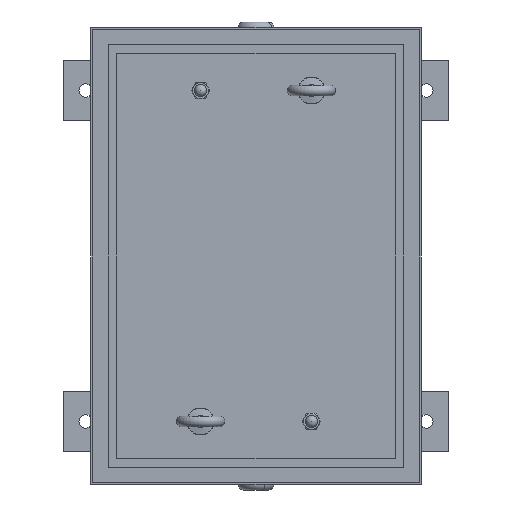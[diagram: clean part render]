
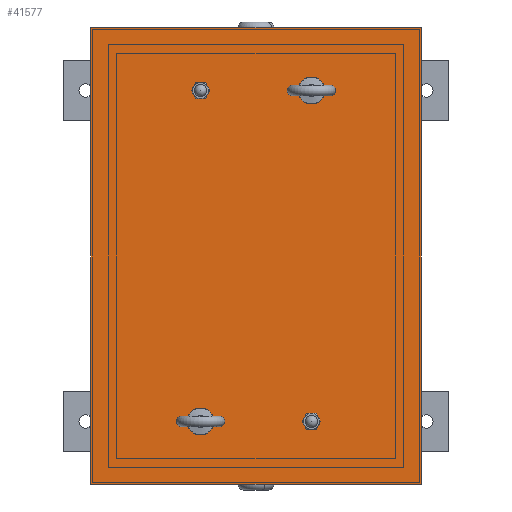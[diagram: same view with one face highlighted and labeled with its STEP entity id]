
A CAD part, front view. The second image highlights one B-rep face of the part: STEP entity #41577.
In plain terms, the highlighted planar face has unit normal (0, -1, 0).
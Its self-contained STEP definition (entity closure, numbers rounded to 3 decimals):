
#1206=FACE_BOUND('',#7463,.T.);
#1207=FACE_BOUND('',#7464,.T.);
#1208=FACE_BOUND('',#7465,.T.);
#1209=FACE_BOUND('',#7466,.T.);
#2450=PLANE('',#45765);
#4439=FACE_OUTER_BOUND('',#7462,.T.);
#7462=EDGE_LOOP('',(#36531,#36532,#36533,#36534));
#7463=EDGE_LOOP('',(#36535));
#7464=EDGE_LOOP('',(#36536));
#7465=EDGE_LOOP('',(#36537));
#7466=EDGE_LOOP('',(#36538));
#10703=LINE('',#71538,#13912);
#10707=LINE('',#71546,#13916);
#10710=LINE('',#71552,#13919);
#10713=LINE('',#71557,#13922);
#13912=VECTOR('',#56754,10.);
#13916=VECTOR('',#56760,10.);
#13919=VECTOR('',#56765,10.);
#13922=VECTOR('',#56770,10.);
#16305=CIRCLE('',#45744,7.);
#16307=CIRCLE('',#45747,7.);
#16309=CIRCLE('',#45750,7.);
#16311=CIRCLE('',#45753,7.);
#19867=VERTEX_POINT('',#71487);
#19869=VERTEX_POINT('',#71493);
#19871=VERTEX_POINT('',#71499);
#19873=VERTEX_POINT('',#71505);
#19883=VERTEX_POINT('',#71536);
#19884=VERTEX_POINT('',#71537);
#19887=VERTEX_POINT('',#71545);
#19889=VERTEX_POINT('',#71551);
#25435=EDGE_CURVE('',#19867,#19867,#16305,.T.);
#25438=EDGE_CURVE('',#19869,#19869,#16307,.T.);
#25441=EDGE_CURVE('',#19871,#19871,#16309,.T.);
#25444=EDGE_CURVE('',#19873,#19873,#16311,.T.);
#25459=EDGE_CURVE('',#19883,#19884,#10703,.T.);
#25463=EDGE_CURVE('',#19887,#19883,#10707,.T.);
#25466=EDGE_CURVE('',#19889,#19887,#10710,.T.);
#25469=EDGE_CURVE('',#19884,#19889,#10713,.T.);
#36531=ORIENTED_EDGE('',*,*,#25469,.F.);
#36532=ORIENTED_EDGE('',*,*,#25459,.F.);
#36533=ORIENTED_EDGE('',*,*,#25463,.F.);
#36534=ORIENTED_EDGE('',*,*,#25466,.F.);
#36535=ORIENTED_EDGE('',*,*,#25435,.T.);
#36536=ORIENTED_EDGE('',*,*,#25438,.T.);
#36537=ORIENTED_EDGE('',*,*,#25441,.T.);
#36538=ORIENTED_EDGE('',*,*,#25444,.T.);
#41577=ADVANCED_FACE('',(#4439,#1206,#1207,#1208,#1209),#2450,.F.);
#45744=AXIS2_PLACEMENT_3D('',#71488,#56704,#56705);
#45747=AXIS2_PLACEMENT_3D('',#71494,#56711,#56712);
#45750=AXIS2_PLACEMENT_3D('',#71500,#56718,#56719);
#45753=AXIS2_PLACEMENT_3D('',#71506,#56725,#56726);
#45765=AXIS2_PLACEMENT_3D('',#71560,#56774,#56775);
#56704=DIRECTION('center_axis',(0.,1.,0.));
#56705=DIRECTION('ref_axis',(-1.,0.,0.));
#56711=DIRECTION('center_axis',(0.,1.,0.));
#56712=DIRECTION('ref_axis',(-1.,0.,0.));
#56718=DIRECTION('center_axis',(0.,1.,0.));
#56719=DIRECTION('ref_axis',(-1.,0.,0.));
#56725=DIRECTION('center_axis',(0.,1.,0.));
#56726=DIRECTION('ref_axis',(-1.,0.,0.));
#56754=DIRECTION('',(-1.,0.,0.));
#56760=DIRECTION('',(0.,0.,-1.));
#56765=DIRECTION('',(1.,0.,0.));
#56770=DIRECTION('',(0.,0.,1.));
#56774=DIRECTION('center_axis',(0.,1.,0.));
#56775=DIRECTION('ref_axis',(0.,0.,1.));
#71487=CARTESIAN_POINT('',(-240.,0.,440.));
#71488=CARTESIAN_POINT('Origin',(-247.,0.,440.));
#71493=CARTESIAN_POINT('',(-240.,0.,70.));
#71494=CARTESIAN_POINT('Origin',(-247.,0.,70.));
#71499=CARTESIAN_POINT('',(-116.,0.,70.));
#71500=CARTESIAN_POINT('Origin',(-123.,0.,70.));
#71505=CARTESIAN_POINT('',(-116.,0.,440.));
#71506=CARTESIAN_POINT('Origin',(-123.,0.,440.));
#71536=CARTESIAN_POINT('',(0.,0.,0.));
#71537=CARTESIAN_POINT('',(-370.,0.,0.));
#71538=CARTESIAN_POINT('',(0.,0.,0.));
#71545=CARTESIAN_POINT('',(0.,0.,510.));
#71546=CARTESIAN_POINT('',(0.,0.,510.));
#71551=CARTESIAN_POINT('',(-370.,0.,510.));
#71552=CARTESIAN_POINT('',(-370.,0.,510.));
#71557=CARTESIAN_POINT('',(-370.,0.,0.));
#71560=CARTESIAN_POINT('Origin',(-185.,0.,255.));
